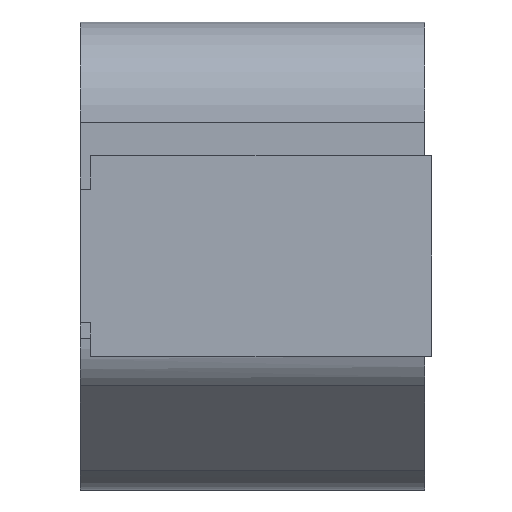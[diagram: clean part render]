
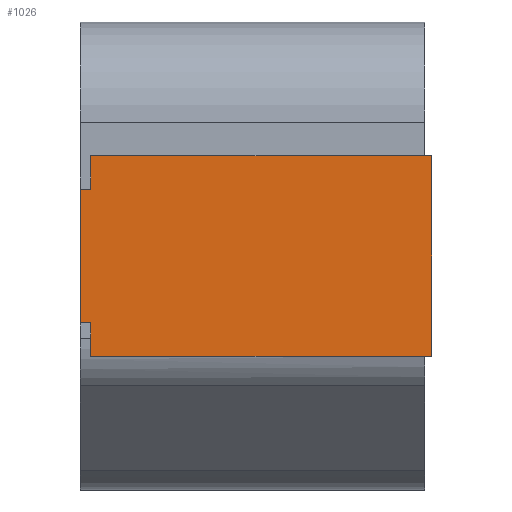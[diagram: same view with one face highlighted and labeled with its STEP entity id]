
A CAD part, left-side view. The second image highlights one B-rep face of the part: STEP entity #1026.
In plain terms, the highlighted face is planar.
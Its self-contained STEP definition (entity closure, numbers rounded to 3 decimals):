
#1 = EDGE_CURVE ( 'NONE', #643, #973, #145, .T. ) ;
#22 = DIRECTION ( 'NONE',  ( -1., 0., 0. ) ) ;
#43 = VECTOR ( 'NONE', #678, 1000. ) ;
#60 = CARTESIAN_POINT ( 'NONE',  ( 0., 0., 0.15 ) ) ;
#72 = LINE ( 'NONE', #545, #345 ) ;
#85 = ORIENTED_EDGE ( 'NONE', *, *, #1395, .T. ) ;
#112 = CARTESIAN_POINT ( 'NONE',  ( -1.5, -2.625, 0.15 ) ) ;
#145 = LINE ( 'NONE', #1526, #667 ) ;
#163 = DIRECTION ( 'NONE',  ( 0., 0., -1. ) ) ;
#191 = VERTEX_POINT ( 'NONE', #1452 ) ;
#204 = EDGE_CURVE ( 'NONE', #973, #1524, #72, .T. ) ;
#215 = VERTEX_POINT ( 'NONE', #442 ) ;
#250 = VECTOR ( 'NONE', #1159, 1000. ) ;
#301 = VECTOR ( 'NONE', #960, 1000. ) ;
#339 = EDGE_CURVE ( 'NONE', #1524, #215, #1258, .T. ) ;
#345 = VECTOR ( 'NONE', #1479, 1000. ) ;
#353 = CARTESIAN_POINT ( 'NONE',  ( 1., 2.475, 0.15 ) ) ;
#393 = EDGE_CURVE ( 'NONE', #1504, #191, #399, .T. ) ;
#399 = LINE ( 'NONE', #602, #548 ) ;
#428 = ORIENTED_EDGE ( 'NONE', *, *, #339, .T. ) ;
#442 = CARTESIAN_POINT ( 'NONE',  ( 1.5, -2.625, 0.15 ) ) ;
#453 = DIRECTION ( 'NONE',  ( -1., 0., 0. ) ) ;
#485 = FACE_OUTER_BOUND ( 'NONE', #1114, .T. ) ;
#545 = CARTESIAN_POINT ( 'NONE',  ( -1.5, 2.475, 0.15 ) ) ;
#548 = VECTOR ( 'NONE', #732, 1000. ) ;
#551 = CARTESIAN_POINT ( 'NONE',  ( 1.5, 2.475, 0.15 ) ) ;
#602 = CARTESIAN_POINT ( 'NONE',  ( -1., 2.625, 0.15 ) ) ;
#624 = EDGE_CURVE ( 'NONE', #1063, #1504, #805, .T. ) ;
#642 = ORIENTED_EDGE ( 'NONE', *, *, #1389, .T. ) ;
#643 = VERTEX_POINT ( 'NONE', #1392 ) ;
#667 = VECTOR ( 'NONE', #22, 1000. ) ;
#678 = DIRECTION ( 'NONE',  ( 0., -1., 0. ) ) ;
#697 = ORIENTED_EDGE ( 'NONE', *, *, #1038, .T. ) ;
#732 = DIRECTION ( 'NONE',  ( -1., 0., 0. ) ) ;
#763 = DIRECTION ( 'NONE',  ( -1., 0., 0. ) ) ;
#805 = LINE ( 'NONE', #1056, #301 ) ;
#838 = ORIENTED_EDGE ( 'NONE', *, *, #1, .T. ) ;
#854 = CARTESIAN_POINT ( 'NONE',  ( -1.5, -2.625, 0.15 ) ) ;
#951 = CARTESIAN_POINT ( 'NONE',  ( -1.5, 2.475, 0.15 ) ) ;
#960 = DIRECTION ( 'NONE',  ( 0., 1., 0. ) ) ;
#966 = ORIENTED_EDGE ( 'NONE', *, *, #204, .T. ) ;
#973 = VERTEX_POINT ( 'NONE', #951 ) ;
#990 = CARTESIAN_POINT ( 'NONE',  ( 1., 2.625, 0.15 ) ) ;
#991 = ORIENTED_EDGE ( 'NONE', *, *, #393, .T. ) ;
#1026 = ADVANCED_FACE ( 'NONE', ( #485 ), #1087, .F. ) ;
#1038 = EDGE_CURVE ( 'NONE', #1420, #1063, #1439, .T. ) ;
#1056 = CARTESIAN_POINT ( 'NONE',  ( 1., 2.475, 0.15 ) ) ;
#1063 = VERTEX_POINT ( 'NONE', #353 ) ;
#1087 = PLANE ( 'NONE',  #1424 ) ;
#1098 = LINE ( 'NONE', #1429, #43 ) ;
#1114 = EDGE_LOOP ( 'NONE', ( #966, #428, #85, #697, #1219, #991, #642, #838 ) ) ;
#1130 = LINE ( 'NONE', #1307, #1481 ) ;
#1143 = VECTOR ( 'NONE', #763, 1000. ) ;
#1159 = DIRECTION ( 'NONE',  ( 1., 0., 0. ) ) ;
#1219 = ORIENTED_EDGE ( 'NONE', *, *, #624, .T. ) ;
#1234 = DIRECTION ( 'NONE',  ( 0., 1., 0. ) ) ;
#1258 = LINE ( 'NONE', #854, #250 ) ;
#1307 = CARTESIAN_POINT ( 'NONE',  ( 1.5, 2.475, 0.15 ) ) ;
#1386 = CARTESIAN_POINT ( 'NONE',  ( 1.5, 2.475, 0.15 ) ) ;
#1389 = EDGE_CURVE ( 'NONE', #191, #643, #1098, .T. ) ;
#1392 = CARTESIAN_POINT ( 'NONE',  ( -1., 2.475, 0.15 ) ) ;
#1395 = EDGE_CURVE ( 'NONE', #215, #1420, #1130, .T. ) ;
#1420 = VERTEX_POINT ( 'NONE', #1386 ) ;
#1424 = AXIS2_PLACEMENT_3D ( 'NONE', #60, #163, #453 ) ;
#1429 = CARTESIAN_POINT ( 'NONE',  ( -1., 2.475, 0.15 ) ) ;
#1439 = LINE ( 'NONE', #551, #1143 ) ;
#1452 = CARTESIAN_POINT ( 'NONE',  ( -1., 2.625, 0.15 ) ) ;
#1479 = DIRECTION ( 'NONE',  ( 0., -1., 0. ) ) ;
#1481 = VECTOR ( 'NONE', #1234, 1000. ) ;
#1504 = VERTEX_POINT ( 'NONE', #990 ) ;
#1524 = VERTEX_POINT ( 'NONE', #112 ) ;
#1526 = CARTESIAN_POINT ( 'NONE',  ( 1.5, 2.475, 0.15 ) ) ;
